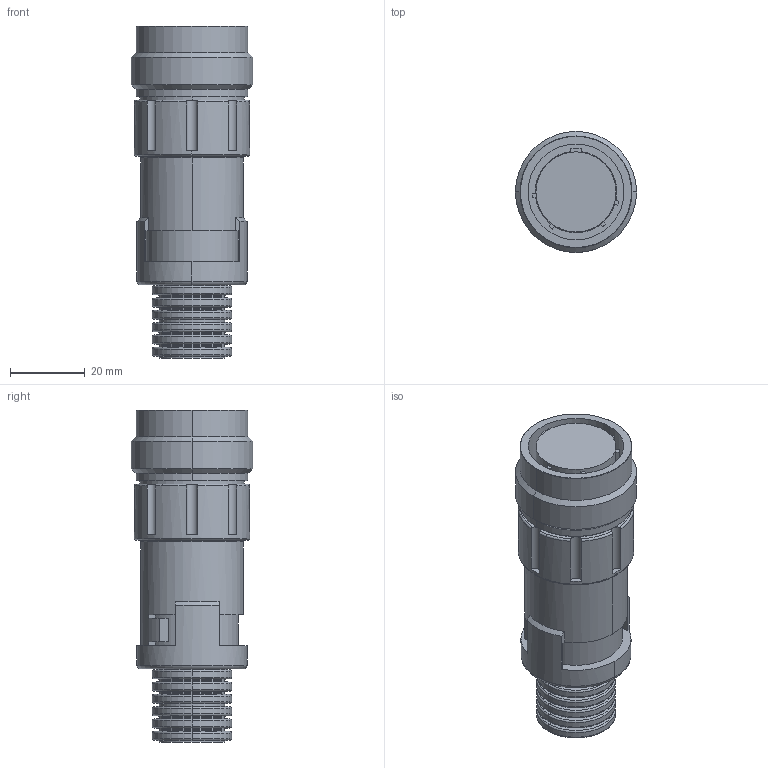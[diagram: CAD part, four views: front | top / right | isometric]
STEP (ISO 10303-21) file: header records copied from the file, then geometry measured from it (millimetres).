
FILE_DESCRIPTION((''),'2;1');
FILE_NAME('UT01619P-UT016PMA_CLIENT','2012-11-30T',('jfeurprier'),('SOURIAU'),'PRO/ENGINEER BY PARAMETRIC TECHNOLOGY CORPORATION, 2010140','PRO/ENGINEER BY PARAMETRIC TECHNOLOGY CORPORATION, 2010140','');
FILE_SCHEMA(('CONFIG_CONTROL_DESIGN'));
Length unit declared in the file: millimetre
Products named in the file (1): UT01619P-UT016PMA_CLIENT
Bounding box: 32.45 x 32.45 x 88.95 mm (x, y, z)
Volume: 51556.3 mm3; surface area: 12878.5 mm2
Topology: 1 solids, 1 shells, 197 faces, 474 edges, 285 vertices
Faces by surface type: cylinder 68, plane 54, torus 43, cone 32
Entity records: 5905 total; most frequent: CARTESIAN_POINT 1149, DIRECTION 1088, ORIENTED_EDGE 948, EDGE_CURVE 474, AXIS2_PLACEMENT_3D 447, VERTEX_POINT 285, CIRCLE 250, EDGE_LOOP 203
